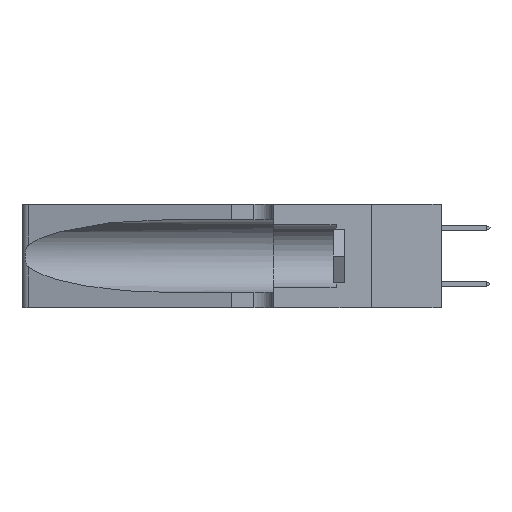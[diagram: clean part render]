
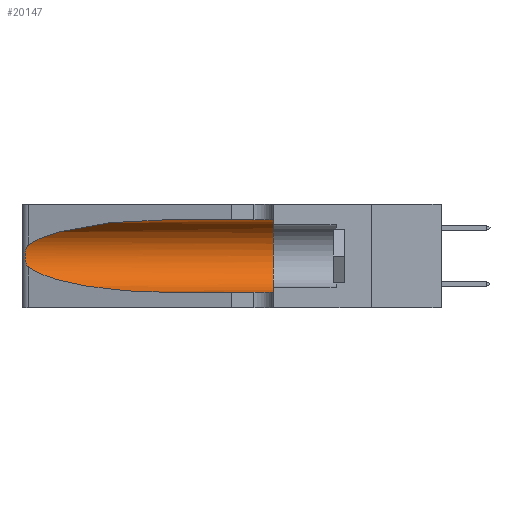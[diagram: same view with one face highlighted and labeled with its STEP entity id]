
A CAD part, left-side view. The second image highlights one B-rep face of the part: STEP entity #20147.
In plain terms, the highlighted cylindrical face has radius 3.308 mm (diameter 6.617 mm), a partial arc.
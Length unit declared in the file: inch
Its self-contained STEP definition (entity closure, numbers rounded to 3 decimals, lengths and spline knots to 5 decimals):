
#846 = CARTESIAN_POINT ( 'NONE',  ( 0.1305, 0.35, 0.31525 ) ) ;
#1003 = CARTESIAN_POINT ( 'NONE',  ( 0.1305, 0.72297, 0.31525 ) ) ;
#1060 = CARTESIAN_POINT ( 'NONE',  ( 0.25487, 1.22718, 0.22369 ) ) ;
#1535 = VERTEX_POINT ( 'NONE', #17303 ) ;
#3091 = CARTESIAN_POINT ( 'NONE',  ( 0.25555, 1.22993, 0.14849 ) ) ;
#3541 = VERTEX_POINT ( 'NONE', #7359 ) ;
#3733 = CARTESIAN_POINT ( 'NONE',  ( 0.1305, 0.72297, 0.05475 ) ) ;
#3896 = CARTESIAN_POINT ( 'NONE',  ( 0.2373, 1.15595, 0.08982 ) ) ;
#4356 = EDGE_CURVE ( 'NONE', #18954, #14154, #21445, .T. ) ;
#4785 = CARTESIAN_POINT ( 'NONE',  ( 0.25555, 1.22994, 0.2215 ) ) ;
#5986 = ORIENTED_EDGE ( 'NONE', *, *, #13590, .T. ) ;
#6701 = CARTESIAN_POINT ( 'NONE',  ( 0.26018, 1.23835, 0.19895 ) ) ;
#6846 = CARTESIAN_POINT ( 'NONE',  ( 0.1305, 1.61858, 0.05475 ) ) ;
#6952 = CARTESIAN_POINT ( 'NONE',  ( 0.25487, 1.22718, 0.14631 ) ) ;
#7359 = CARTESIAN_POINT ( 'NONE',  ( 0.1305, 0.72297, 0.05475 ) ) ;
#7629 = CIRCLE ( 'NONE', #18074, 0.13025 ) ;
#7819 = VECTOR ( 'NONE', #22945, 39.37008 ) ;
#8495 = AXIS2_PLACEMENT_3D ( 'NONE', #18530, #20425, #16609 ) ;
#8567 = CARTESIAN_POINT ( 'NONE',  ( 0.25487, 1.22718, 0.14631 ) ) ;
#8796 = EDGE_LOOP ( 'NONE', ( #20434, #23227, #22979, #5986, #11604, #21356 ) ) ;
#9540 = CYLINDRICAL_SURFACE ( 'NONE', #8495, 0.13025 ) ;
#9720 = CARTESIAN_POINT ( 'NONE',  ( 0.1305, 1.61858, 0.31525 ) ) ;
#9765 = CARTESIAN_POINT ( 'NONE',  ( 0.25487, 1.22718, 0.14631 ) ) ;
#10537 = CARTESIAN_POINT ( 'NONE',  ( 0.1305, 0.35, 0.185 ) ) ;
#10564 = VERTEX_POINT ( 'NONE', #846 ) ;
#10914 = CARTESIAN_POINT ( 'NONE',  ( 0.26017, 1.23833, 0.17102 ) ) ;
#11237 = VERTEX_POINT ( 'NONE', #1003 ) ;
#11604 = ORIENTED_EDGE ( 'NONE', *, *, #16392, .F. ) ;
#11708 = LINE ( 'NONE', #6846, #17990 ) ;
#12128 = EDGE_CURVE ( 'NONE', #11237, #10564, #20728, .T. ) ;
#12546 = CARTESIAN_POINT ( 'NONE',  ( 0.2373, 1.15595, 0.28018 ) ) ;
#12577 = DIRECTION ( 'NONE',  ( 0., -1., 0. ) ) ;
#12627 = CARTESIAN_POINT ( 'NONE',  ( 0.25487, 1.22718, 0.22369 ) ) ;
#13590 = EDGE_CURVE ( 'NONE', #3541, #1535, #11708, .T. ) ;
#14154 = VERTEX_POINT ( 'NONE', #8567 ) ;
#14331 = EDGE_CURVE ( 'NONE', #11237, #18954, #18584, .T. ) ;
#14424 = CARTESIAN_POINT ( 'NONE',  ( 0.26075, 1.23896, 0.178 ) ) ;
#14593 = CARTESIAN_POINT ( 'NONE',  ( 0.25854, 1.2359, 0.20912 ) ) ;
#14617 = CARTESIAN_POINT ( 'NONE',  ( 0.18966, 0.96281, 0.31525 ) ) ;
#15228 = CARTESIAN_POINT ( 'NONE',  ( 0.18966, 0.96281, 0.05475 ) ) ;
#16392 = EDGE_CURVE ( 'NONE', #10564, #1535, #7629, .T. ) ;
#16432 = DIRECTION ( 'NONE',  ( 0., 0., 1. ) ) ;
#16609 = DIRECTION ( 'NONE',  ( 0., 0., -1. ) ) ;
#17303 = CARTESIAN_POINT ( 'NONE',  ( 0.1305, 0.35, 0.05475 ) ) ;
#17990 = VECTOR ( 'NONE', #12577, 39.37008 ) ;
#18074 = AXIS2_PLACEMENT_3D ( 'NONE', #10537, #22073, #16432 ) ;
#18371 = CARTESIAN_POINT ( 'NONE',  ( 0.25856, 1.23593, 0.16098 ) ) ;
#18530 = CARTESIAN_POINT ( 'NONE',  ( 0.1305, 1.61858, 0.185 ) ) ;
#18584 =( BOUNDED_CURVE ( )  B_SPLINE_CURVE ( 3, ( #22319, #14617, #12546, #12627 ),
 .UNSPECIFIED., .F., .T. ) 
 B_SPLINE_CURVE_WITH_KNOTS ( ( 4, 4 ),
 ( 1.5708, 2.84003 ),
 .UNSPECIFIED. ) 
 CURVE ( )  GEOMETRIC_REPRESENTATION_ITEM ( )  RATIONAL_B_SPLINE_CURVE ( ( 1., 0.87, 0.87, 1. ) ) 
 REPRESENTATION_ITEM ( '' )  );
#18590 = CARTESIAN_POINT ( 'NONE',  ( 0.25487, 1.22718, 0.22369 ) ) ;
#18954 = VERTEX_POINT ( 'NONE', #18590 ) ;
#19099 = EDGE_CURVE ( 'NONE', #14154, #3541, #20386, .T. ) ;
#20097 = CARTESIAN_POINT ( 'NONE',  ( 0.25639, 1.23186, 0.15144 ) ) ;
#20147 = ADVANCED_FACE ( 'NONE', ( #22092 ), #9540, .F. ) ;
#20386 =( BOUNDED_CURVE ( )  B_SPLINE_CURVE ( 3, ( #9765, #3896, #15228, #3733 ),
 .UNSPECIFIED., .F., .F. ) 
 B_SPLINE_CURVE_WITH_KNOTS ( ( 4, 4 ),
 ( 3.44316, 4.71239 ),
 .UNSPECIFIED. ) 
 CURVE ( )  GEOMETRIC_REPRESENTATION_ITEM ( )  RATIONAL_B_SPLINE_CURVE ( ( 1., 0.87, 0.87, 1. ) ) 
 REPRESENTATION_ITEM ( '' )  );
#20425 = DIRECTION ( 'NONE',  ( 0., -1., 0. ) ) ;
#20434 = ORIENTED_EDGE ( 'NONE', *, *, #14331, .T. ) ;
#20728 = LINE ( 'NONE', #9720, #7819 ) ;
#21356 = ORIENTED_EDGE ( 'NONE', *, *, #12128, .F. ) ;
#21445 = B_SPLINE_CURVE_WITH_KNOTS ( 'NONE', 3,
 ( #1060, #4785, #24211, #24138, #14593, #6701, #24295, #14424, #10914, #18371, #22371, #20097, #3091, #6952 ),
 .UNSPECIFIED., .F., .F.,
 ( 4, 2, 2, 2, 2, 2, 4 ),
 ( 0., 0.00027, 0.00053, 0.00107, 0.0016, 0.00187, 0.00214 ),
 .UNSPECIFIED. ) ;
#22073 = DIRECTION ( 'NONE',  ( 0., 1., 0. ) ) ;
#22092 = FACE_OUTER_BOUND ( 'NONE', #8796, .T. ) ;
#22319 = CARTESIAN_POINT ( 'NONE',  ( 0.1305, 0.72297, 0.31525 ) ) ;
#22371 = CARTESIAN_POINT ( 'NONE',  ( 0.25789, 1.23486, 0.15765 ) ) ;
#22945 = DIRECTION ( 'NONE',  ( 0., -1., 0. ) ) ;
#22979 = ORIENTED_EDGE ( 'NONE', *, *, #19099, .T. ) ;
#23227 = ORIENTED_EDGE ( 'NONE', *, *, #4356, .T. ) ;
#24138 = CARTESIAN_POINT ( 'NONE',  ( 0.25787, 1.23484, 0.2124 ) ) ;
#24211 = CARTESIAN_POINT ( 'NONE',  ( 0.25639, 1.23184, 0.21858 ) ) ;
#24295 = CARTESIAN_POINT ( 'NONE',  ( 0.26075, 1.23896, 0.19203 ) ) ;
